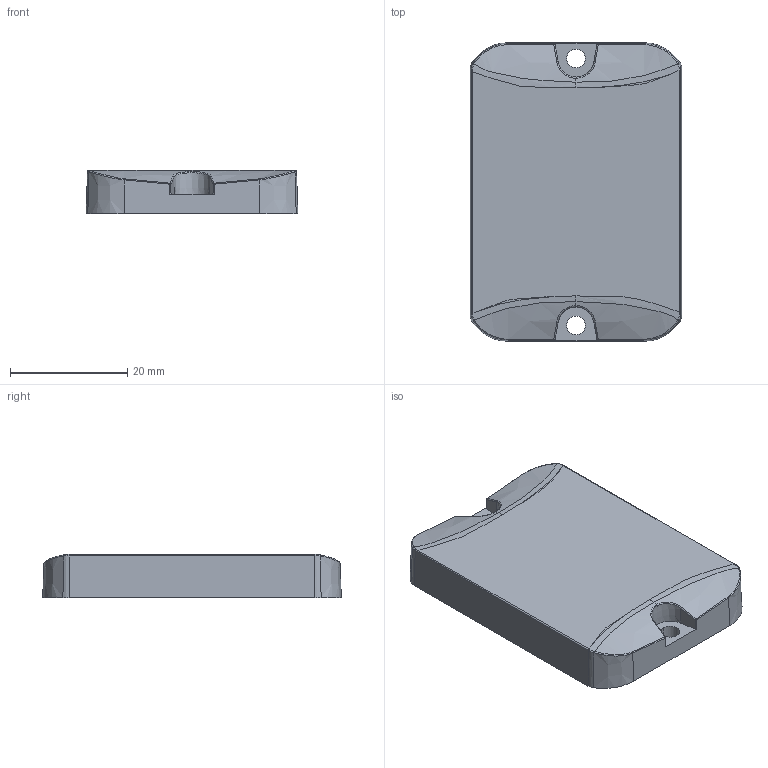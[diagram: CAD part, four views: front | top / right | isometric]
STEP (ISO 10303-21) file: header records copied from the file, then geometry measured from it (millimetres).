
FILE_DESCRIPTION((''),'2;1');
FILE_NAME('CAD-8491','2022-07-20T09:28:50',('creinig-se'),(''),'CREO PARAMETRIC BY PTC INC, 2019292','CREO PARAMETRIC BY PTC INC, 2019292','');
FILE_SCHEMA(('CONFIG_CONTROL_DESIGN','SHAPE_APPEARANCE_LAYERS_GROUPS'));
Length unit declared in the file: millimetre
Products named in the file (1): CAD-8491
Bounding box: 36.2 x 51 x 7.4 mm (x, y, z)
Volume: 12730.2 mm3; surface area: 4796.9 mm2
Topology: 1 solids, 2 shells, 80 faces, 214 edges, 134 vertices
Faces by surface type: bspline 37, plane 20, cylinder 10, cone 9, sphere 4
Entity records: 4683 total; most frequent: CARTESIAN_POINT 2315, ORIENTED_EDGE 420, PRESENTATION_STYLE_ASSIGNMENT 211, STYLED_ITEM 211, DIRECTION 210, CURVE_STYLE 210, EDGE_CURVE 210, VERTEX_POINT 134
